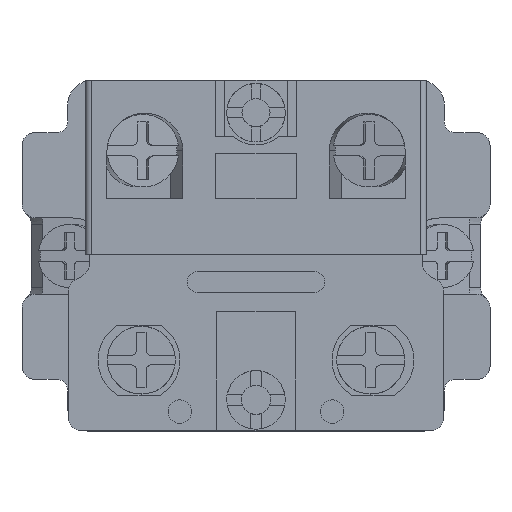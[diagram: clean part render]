
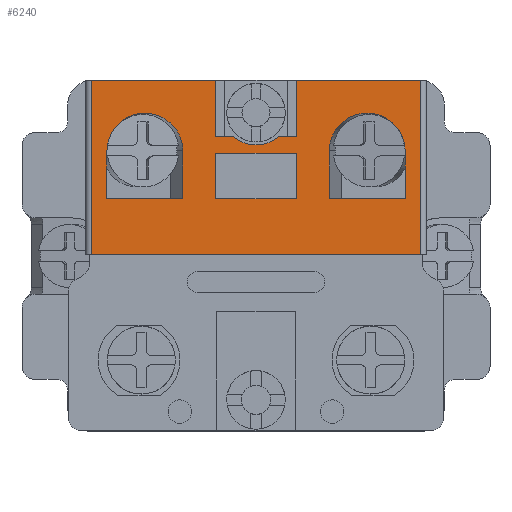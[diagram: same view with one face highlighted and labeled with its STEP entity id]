
A CAD part, front view. The second image highlights one B-rep face of the part: STEP entity #6240.
In plain terms, the highlighted planar face has unit normal (0, -1, 0).
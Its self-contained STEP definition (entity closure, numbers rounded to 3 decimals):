
#269=DIRECTION('',(1.,0.,0.));
#270=VECTOR('',#269,10.6);
#271=CARTESIAN_POINT('',(-14.1,-90.9,15.));
#272=LINE('',#271,#270);
#395=DIRECTION('',(1.,0.,0.));
#396=VECTOR('',#395,10.6);
#397=CARTESIAN_POINT('',(3.5,-90.9,15.));
#398=LINE('',#397,#396);
#483=DIRECTION('',(1.,0.,0.));
#484=VECTOR('',#483,1.574);
#485=CARTESIAN_POINT('',(-3.5,-90.9,10.2));
#486=LINE('',#485,#484);
#487=CARTESIAN_POINT('',(0.,-90.9,12.5));
#488=DIRECTION('',(0.,-1.,0.));
#489=DIRECTION('',(-0.642,0.,-0.767));
#490=AXIS2_PLACEMENT_3D('',#487,#488,#489);
#492=DIRECTION('',(1.,0.,0.));
#493=VECTOR('',#492,1.574);
#494=CARTESIAN_POINT('',(1.926,-90.9,10.2));
#495=LINE('',#494,#493);
#496=DIRECTION('',(0.,0.,-1.));
#497=VECTOR('',#496,4.8);
#498=CARTESIAN_POINT('',(3.5,-90.9,15.));
#499=LINE('',#498,#497);
#500=DIRECTION('',(0.,0.,-1.));
#501=VECTOR('',#500,14.9);
#502=CARTESIAN_POINT('',(-14.1,-90.9,15.));
#503=LINE('',#502,#501);
#504=DIRECTION('',(0.,0.,-1.));
#505=VECTOR('',#504,4.8);
#506=CARTESIAN_POINT('',(-3.5,-90.9,15.));
#507=LINE('',#506,#505);
#508=DIRECTION('',(0.,0.,-1.));
#509=VECTOR('',#508,3.9);
#510=CARTESIAN_POINT('',(-3.45,-90.9,8.8));
#511=LINE('',#510,#509);
#512=DIRECTION('',(1.,0.,0.));
#513=VECTOR('',#512,6.9);
#514=CARTESIAN_POINT('',(-3.45,-90.9,4.9));
#515=LINE('',#514,#513);
#516=DIRECTION('',(0.,0.,1.));
#517=VECTOR('',#516,3.9);
#518=CARTESIAN_POINT('',(3.45,-90.9,4.9));
#519=LINE('',#518,#517);
#520=DIRECTION('',(-1.,0.,0.));
#521=VECTOR('',#520,6.9);
#522=CARTESIAN_POINT('',(3.45,-90.9,8.8));
#523=LINE('',#522,#521);
#524=DIRECTION('',(0.,0.,1.));
#525=VECTOR('',#524,4.1);
#526=CARTESIAN_POINT('',(-6.257,-90.9,4.9));
#527=LINE('',#526,#525);
#528=DIRECTION('',(0.,0.,1.));
#529=VECTOR('',#528,4.1);
#530=CARTESIAN_POINT('',(-12.743,-90.9,4.9));
#531=LINE('',#530,#529);
#532=DIRECTION('',(-1.,0.,0.));
#533=VECTOR('',#532,6.485);
#534=CARTESIAN_POINT('',(-6.257,-90.9,4.9));
#535=LINE('',#534,#533);
#536=DIRECTION('',(0.,0.,1.));
#537=VECTOR('',#536,4.1);
#538=CARTESIAN_POINT('',(12.743,-90.9,4.9));
#539=LINE('',#538,#537);
#540=DIRECTION('',(0.,0.,1.));
#541=VECTOR('',#540,4.1);
#542=CARTESIAN_POINT('',(6.257,-90.9,4.9));
#543=LINE('',#542,#541);
#544=DIRECTION('',(-1.,0.,0.));
#545=VECTOR('',#544,6.485);
#546=CARTESIAN_POINT('',(12.743,-90.9,4.9));
#547=LINE('',#546,#545);
#3370=DIRECTION('',(1.,0.,0.));
#3371=VECTOR('',#3370,28.2);
#3372=CARTESIAN_POINT('',(-14.1,-90.9,0.1));
#3373=LINE('',#3372,#3371);
#3511=CARTESIAN_POINT('',(-12.743,-90.9,9.));
#3512=CARTESIAN_POINT('',(-12.743,-90.9,9.377));
#3513=CARTESIAN_POINT('',(-12.604,-90.9,10.192));
#3514=CARTESIAN_POINT('',(-11.861,-90.9,11.33));
#3515=CARTESIAN_POINT('',(-10.902,-90.9,11.941));
#3516=CARTESIAN_POINT('',(-10.086,-90.9,12.166));
#3517=CARTESIAN_POINT('',(-9.5,-90.9,12.217));
#3518=CARTESIAN_POINT('',(-8.914,-90.9,12.166));
#3519=CARTESIAN_POINT('',(-8.098,-90.9,11.941));
#3520=CARTESIAN_POINT('',(-7.139,-90.9,11.33));
#3521=CARTESIAN_POINT('',(-6.396,-90.9,10.192));
#3522=CARTESIAN_POINT('',(-6.257,-90.9,9.377));
#3523=CARTESIAN_POINT('',(-6.257,-90.9,9.));
#3889=CARTESIAN_POINT('',(6.257,-90.9,9.));
#3890=CARTESIAN_POINT('',(6.257,-90.9,9.377));
#3891=CARTESIAN_POINT('',(6.396,-90.9,10.192));
#3892=CARTESIAN_POINT('',(7.139,-90.9,11.33));
#3893=CARTESIAN_POINT('',(8.098,-90.9,11.941));
#3894=CARTESIAN_POINT('',(8.914,-90.9,12.166));
#3895=CARTESIAN_POINT('',(9.5,-90.9,12.217));
#3896=CARTESIAN_POINT('',(10.086,-90.9,12.166));
#3897=CARTESIAN_POINT('',(10.902,-90.9,11.941));
#3898=CARTESIAN_POINT('',(11.861,-90.9,11.33));
#3899=CARTESIAN_POINT('',(12.604,-90.9,10.192));
#3900=CARTESIAN_POINT('',(12.743,-90.9,9.377));
#3901=CARTESIAN_POINT('',(12.743,-90.9,9.));
#3911=DIRECTION('',(0.,0.,-1.));
#3912=VECTOR('',#3911,14.9);
#3913=CARTESIAN_POINT('',(14.1,-90.9,15.));
#3914=LINE('',#3913,#3912);
#4750=CARTESIAN_POINT('',(-14.1,-90.9,15.));
#4752=VERTEX_POINT('',#4750);
#4753=CARTESIAN_POINT('',(14.1,-90.9,15.));
#4755=VERTEX_POINT('',#4753);
#4769=CARTESIAN_POINT('',(-14.1,-90.9,0.1));
#4770=VERTEX_POINT('',#4769);
#4771=CARTESIAN_POINT('',(14.1,-90.9,0.1));
#4772=VERTEX_POINT('',#4771);
#4897=CARTESIAN_POINT('',(-3.5,-90.9,15.));
#4898=CARTESIAN_POINT('',(-3.5,-90.9,10.2));
#4899=VERTEX_POINT('',#4897);
#4900=VERTEX_POINT('',#4898);
#4901=CARTESIAN_POINT('',(3.5,-90.9,15.));
#4902=CARTESIAN_POINT('',(3.5,-90.9,10.2));
#4903=VERTEX_POINT('',#4901);
#4904=VERTEX_POINT('',#4902);
#4937=CARTESIAN_POINT('',(-1.926,-90.9,10.2));
#4938=VERTEX_POINT('',#4937);
#4939=CARTESIAN_POINT('',(1.926,-90.9,10.2));
#4940=VERTEX_POINT('',#4939);
#5069=CARTESIAN_POINT('',(-3.45,-90.9,8.8));
#5070=CARTESIAN_POINT('',(-3.45,-90.9,4.9));
#5071=VERTEX_POINT('',#5069);
#5072=VERTEX_POINT('',#5070);
#5073=CARTESIAN_POINT('',(3.45,-90.9,4.9));
#5074=VERTEX_POINT('',#5073);
#5075=CARTESIAN_POINT('',(3.45,-90.9,8.8));
#5076=VERTEX_POINT('',#5075);
#5077=CARTESIAN_POINT('',(-6.257,-90.9,4.9));
#5078=CARTESIAN_POINT('',(-12.743,-90.9,4.9));
#5079=VERTEX_POINT('',#5077);
#5080=VERTEX_POINT('',#5078);
#5081=CARTESIAN_POINT('',(12.743,-90.9,4.9));
#5082=CARTESIAN_POINT('',(6.257,-90.9,4.9));
#5083=VERTEX_POINT('',#5081);
#5084=VERTEX_POINT('',#5082);
#5085=CARTESIAN_POINT('',(-12.743,-90.9,9.));
#5086=VERTEX_POINT('',#5085);
#5087=CARTESIAN_POINT('',(-6.257,-90.9,9.));
#5088=VERTEX_POINT('',#5087);
#5089=CARTESIAN_POINT('',(6.257,-90.9,9.));
#5090=VERTEX_POINT('',#5089);
#5091=CARTESIAN_POINT('',(12.743,-90.9,9.));
#5092=VERTEX_POINT('',#5091);
#6185=CARTESIAN_POINT('',(-14.1,-90.9,15.));
#6186=DIRECTION('',(0.,-1.,0.));
#6187=DIRECTION('',(1.,0.,0.));
#6188=AXIS2_PLACEMENT_3D('',#6185,#6186,#6187);
#6189=PLANE('',#6188);
#6191=ORIENTED_EDGE('',*,*,#6190,.T.);
#6193=ORIENTED_EDGE('',*,*,#6192,.T.);
#6195=ORIENTED_EDGE('',*,*,#6194,.T.);
#6197=ORIENTED_EDGE('',*,*,#6196,.F.);
#6198=ORIENTED_EDGE('',*,*,#5960,.T.);
#6200=ORIENTED_EDGE('',*,*,#6199,.T.);
#6202=ORIENTED_EDGE('',*,*,#6201,.F.);
#6204=ORIENTED_EDGE('',*,*,#6203,.F.);
#6205=ORIENTED_EDGE('',*,*,#5904,.T.);
#6207=ORIENTED_EDGE('',*,*,#6206,.T.);
#6208=EDGE_LOOP('',(#6191,#6193,#6195,#6197,#6198,#6200,#6202,#6204,#6205,
#6207));
#6209=FACE_OUTER_BOUND('',#6208,.F.);
#6211=ORIENTED_EDGE('',*,*,#6210,.T.);
#6213=ORIENTED_EDGE('',*,*,#6212,.T.);
#6215=ORIENTED_EDGE('',*,*,#6214,.T.);
#6217=ORIENTED_EDGE('',*,*,#6216,.T.);
#6218=EDGE_LOOP('',(#6211,#6213,#6215,#6217));
#6219=FACE_BOUND('',#6218,.F.);
#6221=ORIENTED_EDGE('',*,*,#6220,.T.);
#6223=ORIENTED_EDGE('',*,*,#6222,.F.);
#6225=ORIENTED_EDGE('',*,*,#6224,.F.);
#6227=ORIENTED_EDGE('',*,*,#6226,.F.);
#6228=EDGE_LOOP('',(#6221,#6223,#6225,#6227));
#6229=FACE_BOUND('',#6228,.F.);
#6231=ORIENTED_EDGE('',*,*,#6230,.T.);
#6233=ORIENTED_EDGE('',*,*,#6232,.F.);
#6235=ORIENTED_EDGE('',*,*,#6234,.F.);
#6237=ORIENTED_EDGE('',*,*,#6236,.F.);
#6238=EDGE_LOOP('',(#6231,#6233,#6235,#6237));
#6239=FACE_BOUND('',#6238,.F.);
#491=CIRCLE('',#490,3.);
#3524=B_SPLINE_CURVE_WITH_KNOTS('',3,(#3511,#3512,#3513,#3514,#3515,#3516,#3517,
#3518,#3519,#3520,#3521,#3522,#3523),.UNSPECIFIED.,.F.,.F.,(4,1,1,1,1,1,1,1,1,1,
4),(0.,0.125,0.25,0.375,0.438,0.5,0.563,0.625,0.75,0.875,
1.),.UNSPECIFIED.);
#3902=B_SPLINE_CURVE_WITH_KNOTS('',3,(#3889,#3890,#3891,#3892,#3893,#3894,#3895,
#3896,#3897,#3898,#3899,#3900,#3901),.UNSPECIFIED.,.F.,.F.,(4,1,1,1,1,1,1,1,1,1,
4),(0.,0.125,0.25,0.375,0.438,0.5,0.563,0.625,0.75,0.875,
1.),.UNSPECIFIED.);
#5904=EDGE_CURVE('',#4752,#4899,#272,.T.);
#5960=EDGE_CURVE('',#4903,#4755,#398,.T.);
#6190=EDGE_CURVE('',#4900,#4938,#486,.T.);
#6192=EDGE_CURVE('',#4938,#4940,#491,.T.);
#6194=EDGE_CURVE('',#4940,#4904,#495,.T.);
#6196=EDGE_CURVE('',#4903,#4904,#499,.T.);
#6199=EDGE_CURVE('',#4755,#4772,#3914,.T.);
#6201=EDGE_CURVE('',#4770,#4772,#3373,.T.);
#6203=EDGE_CURVE('',#4752,#4770,#503,.T.);
#6206=EDGE_CURVE('',#4899,#4900,#507,.T.);
#6210=EDGE_CURVE('',#5071,#5072,#511,.T.);
#6212=EDGE_CURVE('',#5072,#5074,#515,.T.);
#6214=EDGE_CURVE('',#5074,#5076,#519,.T.);
#6216=EDGE_CURVE('',#5076,#5071,#523,.T.);
#6220=EDGE_CURVE('',#5079,#5088,#527,.T.);
#6222=EDGE_CURVE('',#5086,#5088,#3524,.T.);
#6224=EDGE_CURVE('',#5080,#5086,#531,.T.);
#6226=EDGE_CURVE('',#5079,#5080,#535,.T.);
#6230=EDGE_CURVE('',#5083,#5092,#539,.T.);
#6232=EDGE_CURVE('',#5090,#5092,#3902,.T.);
#6234=EDGE_CURVE('',#5084,#5090,#543,.T.);
#6236=EDGE_CURVE('',#5083,#5084,#547,.T.);
#6240=ADVANCED_FACE('',(#6209,#6219,#6229,#6239),#6189,.T.);
